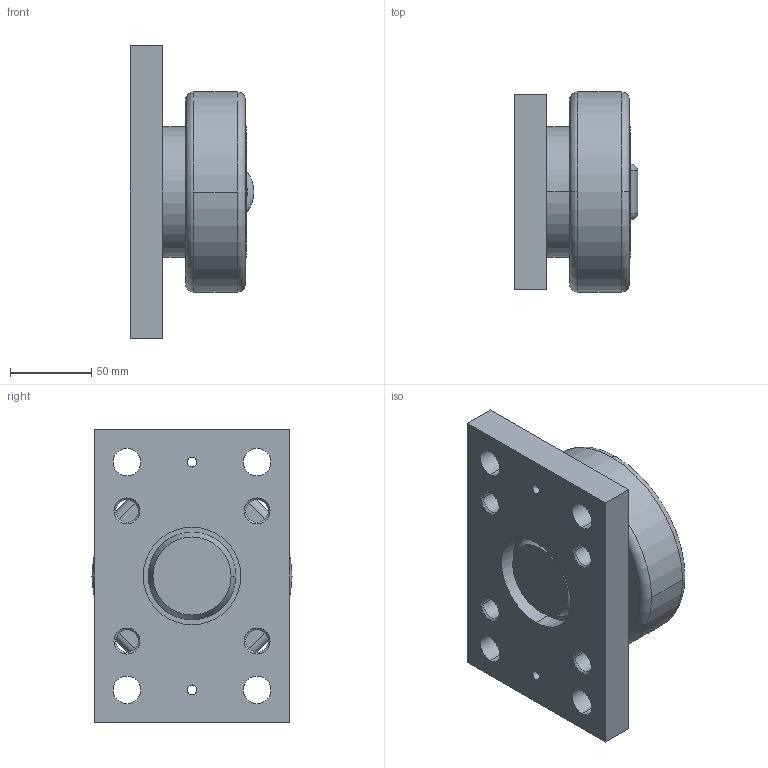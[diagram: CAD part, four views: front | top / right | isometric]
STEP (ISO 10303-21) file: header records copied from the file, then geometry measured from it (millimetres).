
FILE_DESCRIPTION(('STEP AP214'),'1');
FILE_NAME('4_462_AP_4.stp','2016-05-11T09:54:25',('TraceParts'),('TraceParts S.A.'),'Spatial InterOp 3D',' ',' ');
FILE_SCHEMA(('automotive_design'));
Length unit declared in the file: millimetre
Products named in the file (1): 1
Bounding box: 76 x 123 x 180 mm (x, y, z)
Volume: 894017.1 mm3; surface area: 94206.2 mm2
Topology: 1 solids, 1 shells, 79 faces, 194 edges, 123 vertices
Faces by surface type: cylinder 30, plane 23, cone 20, torus 6
Entity records: 2582 total; most frequent: CARTESIAN_POINT 581, DIRECTION 449, ORIENTED_EDGE 388, EDGE_CURVE 194, AXIS2_PLACEMENT_3D 183, VERTEX_POINT 123, EDGE_LOOP 105, CIRCLE 103
